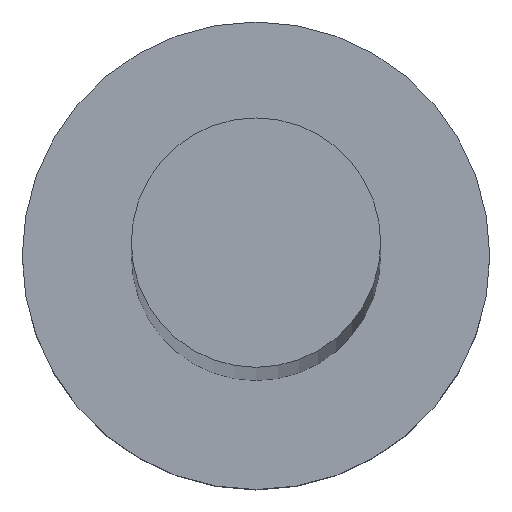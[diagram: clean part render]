
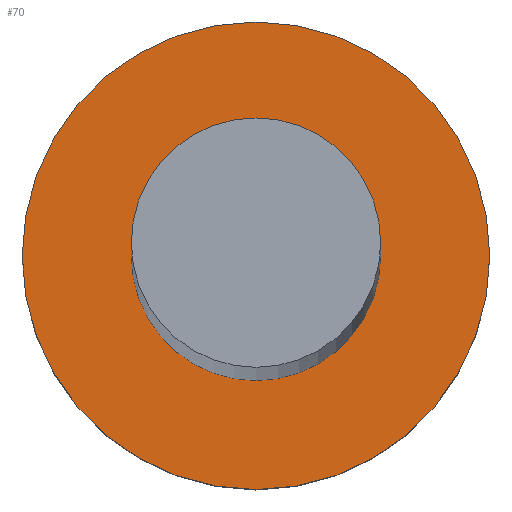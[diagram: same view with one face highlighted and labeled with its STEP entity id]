
A CAD part, top view. The second image highlights one B-rep face of the part: STEP entity #70.
In plain terms, the highlighted planar face has unit normal (0, 0, 1).
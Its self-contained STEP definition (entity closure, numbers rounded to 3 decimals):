
#7 = DIRECTION ( 'NONE',  ( 1., 0., 0. ) ) ;
#13 = DIRECTION ( 'NONE',  ( 1., 0., 0. ) ) ;
#14 = ORIENTED_EDGE ( 'NONE', *, *, #41, .F. ) ;
#20 = VERTEX_POINT ( 'NONE', #118 ) ;
#22 = FACE_BOUND ( 'NONE', #91, .T. ) ;
#23 = DIRECTION ( 'NONE',  ( 0., 0., 1. ) ) ;
#24 = VERTEX_POINT ( 'NONE', #218 ) ;
#40 = PLANE ( 'NONE',  #153 ) ;
#41 = EDGE_CURVE ( 'NONE', #252, #149, #111, .T. ) ;
#43 = AXIS2_PLACEMENT_3D ( 'NONE', #154, #84, #7 ) ;
#54 = ORIENTED_EDGE ( 'NONE', *, *, #82, .F. ) ;
#70 = ADVANCED_FACE ( 'NONE', ( #22, #115 ), #40, .T. ) ;
#78 = CIRCLE ( 'NONE', #212, 3. ) ;
#82 = EDGE_CURVE ( 'NONE', #149, #252, #113, .T. ) ;
#84 = DIRECTION ( 'NONE',  ( 0., 0., 1. ) ) ;
#86 = CARTESIAN_POINT ( 'NONE',  ( 0., 0., 3. ) ) ;
#89 = DIRECTION ( 'NONE',  ( 0., 0., 1. ) ) ;
#91 = EDGE_LOOP ( 'NONE', ( #14, #54 ) ) ;
#97 = DIRECTION ( 'NONE',  ( 1., 0., 0. ) ) ;
#98 = DIRECTION ( 'NONE',  ( 1., 0., 0. ) ) ;
#110 = EDGE_LOOP ( 'NONE', ( #254, #152 ) ) ;
#111 = CIRCLE ( 'NONE', #227, 1.6 ) ;
#113 = CIRCLE ( 'NONE', #43, 1.6 ) ;
#115 = FACE_OUTER_BOUND ( 'NONE', #110, .T. ) ;
#117 = CARTESIAN_POINT ( 'NONE',  ( 0., 0., 3. ) ) ;
#118 = CARTESIAN_POINT ( 'NONE',  ( -3., 0., 3. ) ) ;
#122 = EDGE_CURVE ( 'NONE', #20, #24, #78, .T. ) ;
#132 = CARTESIAN_POINT ( 'NONE',  ( 0., 0., 3. ) ) ;
#137 = CARTESIAN_POINT ( 'NONE',  ( 1.6, 0., 3. ) ) ;
#145 = CARTESIAN_POINT ( 'NONE',  ( -1.6, 0., 3. ) ) ;
#149 = VERTEX_POINT ( 'NONE', #137 ) ;
#152 = ORIENTED_EDGE ( 'NONE', *, *, #235, .T. ) ;
#153 = AXIS2_PLACEMENT_3D ( 'NONE', #157, #174, #98 ) ;
#154 = CARTESIAN_POINT ( 'NONE',  ( 0., 0., 3. ) ) ;
#157 = CARTESIAN_POINT ( 'NONE',  ( 0., 0., 3. ) ) ;
#174 = DIRECTION ( 'NONE',  ( 0., 0., 1. ) ) ;
#189 = AXIS2_PLACEMENT_3D ( 'NONE', #86, #89, #13 ) ;
#192 = CIRCLE ( 'NONE', #189, 3. ) ;
#196 = DIRECTION ( 'NONE',  ( 0., 0., 1. ) ) ;
#212 = AXIS2_PLACEMENT_3D ( 'NONE', #132, #196, #241 ) ;
#218 = CARTESIAN_POINT ( 'NONE',  ( 3., 0., 3. ) ) ;
#227 = AXIS2_PLACEMENT_3D ( 'NONE', #117, #23, #97 ) ;
#235 = EDGE_CURVE ( 'NONE', #24, #20, #192, .T. ) ;
#241 = DIRECTION ( 'NONE',  ( 1., 0., 0. ) ) ;
#252 = VERTEX_POINT ( 'NONE', #145 ) ;
#254 = ORIENTED_EDGE ( 'NONE', *, *, #122, .T. ) ;
